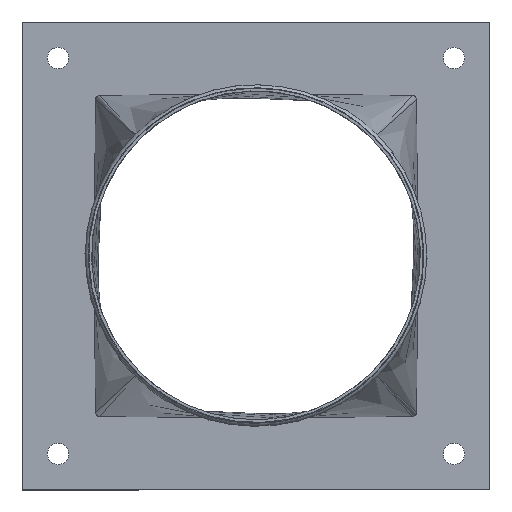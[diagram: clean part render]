
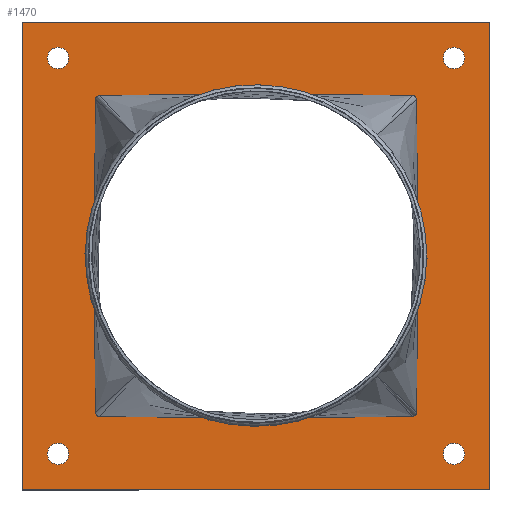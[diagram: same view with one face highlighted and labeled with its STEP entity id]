
A CAD part, top view. The second image highlights one B-rep face of the part: STEP entity #1470.
In plain terms, the highlighted planar face has unit normal (0, 0, 1).
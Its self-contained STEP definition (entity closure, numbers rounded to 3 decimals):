
#203 = ORIENTED_EDGE ( 'NONE', *, *, #4491, .F. ) ;
#215 = FACE_BOUND ( 'NONE', #3347, .T. ) ;
#338 = FACE_OUTER_BOUND ( 'NONE', #8717, .T. ) ;
#555 = ORIENTED_EDGE ( 'NONE', *, *, #3650, .F. ) ;
#813 = CARTESIAN_POINT ( 'NONE',  ( -59., -59., 0. ) ) ;
#980 = CARTESIAN_POINT ( 'NONE',  ( -87.5, 87.5, 0. ) ) ;
#1024 = PLANE ( 'NONE',  #2465 ) ;
#1178 = EDGE_CURVE ( 'NONE', #6587, #10267, #4381, .T. ) ;
#1227 = ORIENTED_EDGE ( 'NONE', *, *, #3181, .F. ) ;
#1285 = ORIENTED_EDGE ( 'NONE', *, *, #1178, .F. ) ;
#1326 = DIRECTION ( 'NONE',  ( 1., 0., 0. ) ) ;
#1357 = VERTEX_POINT ( 'NONE', #813 ) ;
#1399 = VERTEX_POINT ( 'NONE', #4004 ) ;
#1470 = ADVANCED_FACE ( 'NONE', ( #215, #2042, #5271, #9975, #2554, #338 ), #1024, .F. ) ;
#1643 = ORIENTED_EDGE ( 'NONE', *, *, #10204, .F. ) ;
#1759 = DIRECTION ( 'NONE',  ( -1., 0., 0. ) ) ;
#1774 = DIRECTION ( 'NONE',  ( 0., -1., 0. ) ) ;
#1945 = DIRECTION ( 'NONE',  ( 0., 0., 1. ) ) ;
#2042 = FACE_BOUND ( 'NONE', #2506, .T. ) ;
#2310 = EDGE_CURVE ( 'NONE', #2601, #9928, #6016, .T. ) ;
#2352 = EDGE_LOOP ( 'NONE', ( #9183, #203, #1227, #1285 ) ) ;
#2465 = AXIS2_PLACEMENT_3D ( 'NONE', #4110, #9688, #4947 ) ;
#2506 = EDGE_LOOP ( 'NONE', ( #8886 ) ) ;
#2554 = FACE_BOUND ( 'NONE', #2352, .T. ) ;
#2601 = VERTEX_POINT ( 'NONE', #6749 ) ;
#2718 = CARTESIAN_POINT ( 'NONE',  ( 59., -59., 0. ) ) ;
#2908 = EDGE_CURVE ( 'NONE', #8725, #6587, #7144, .T. ) ;
#3133 = ORIENTED_EDGE ( 'NONE', *, *, #6441, .T. ) ;
#3181 = EDGE_CURVE ( 'NONE', #10267, #1357, #9431, .T. ) ;
#3216 = CARTESIAN_POINT ( 'NONE',  ( -74., -74., 0. ) ) ;
#3304 = CARTESIAN_POINT ( 'NONE',  ( 74., 74., 0. ) ) ;
#3347 = EDGE_LOOP ( 'NONE', ( #1643 ) ) ;
#3381 = CIRCLE ( 'NONE', #9105, 4. ) ;
#3588 = EDGE_CURVE ( 'NONE', #9124, #9124, #9817, .T. ) ;
#3650 = EDGE_CURVE ( 'NONE', #4048, #4048, #3381, .T. ) ;
#3750 = AXIS2_PLACEMENT_3D ( 'NONE', #3216, #9445, #7189 ) ;
#4004 = CARTESIAN_POINT ( 'NONE',  ( 87.5, 87.5, 0. ) ) ;
#4028 = DIRECTION ( 'NONE',  ( 0., 0., 1. ) ) ;
#4048 = VERTEX_POINT ( 'NONE', #6492 ) ;
#4050 = CARTESIAN_POINT ( 'NONE',  ( 87.5, 87.5, 0. ) ) ;
#4110 = CARTESIAN_POINT ( 'NONE',  ( 0., 0., 0. ) ) ;
#4127 = EDGE_CURVE ( 'NONE', #9928, #1399, #10173, .T. ) ;
#4381 = LINE ( 'NONE', #7435, #7504 ) ;
#4481 = LINE ( 'NONE', #10024, #6220 ) ;
#4491 = EDGE_CURVE ( 'NONE', #1357, #8725, #4481, .T. ) ;
#4532 = VERTEX_POINT ( 'NONE', #8077 ) ;
#4580 = DIRECTION ( 'NONE',  ( 1., 0., 0. ) ) ;
#4792 = CIRCLE ( 'NONE', #3750, 4. ) ;
#4947 = DIRECTION ( 'NONE',  ( -1., 0., 0. ) ) ;
#4962 = CARTESIAN_POINT ( 'NONE',  ( 78., 74., 0. ) ) ;
#5095 = ORIENTED_EDGE ( 'NONE', *, *, #2310, .T. ) ;
#5105 = LINE ( 'NONE', #980, #8323 ) ;
#5271 = FACE_BOUND ( 'NONE', #9467, .T. ) ;
#5580 = LINE ( 'NONE', #7402, #10039 ) ;
#5887 = DIRECTION ( 'NONE',  ( -1., 0., 0. ) ) ;
#6016 = LINE ( 'NONE', #7717, #8255 ) ;
#6197 = CARTESIAN_POINT ( 'NONE',  ( -59., 59., 0. ) ) ;
#6220 = VECTOR ( 'NONE', #1326, 1000. ) ;
#6367 = CARTESIAN_POINT ( 'NONE',  ( -59., 59., 0. ) ) ;
#6441 = EDGE_CURVE ( 'NONE', #9158, #2601, #5105, .T. ) ;
#6492 = CARTESIAN_POINT ( 'NONE',  ( -70., 74., 0. ) ) ;
#6572 = CARTESIAN_POINT ( 'NONE',  ( 59., 59., 0. ) ) ;
#6587 = VERTEX_POINT ( 'NONE', #6572 ) ;
#6749 = CARTESIAN_POINT ( 'NONE',  ( -87.5, -87.5, 0. ) ) ;
#6970 = EDGE_CURVE ( 'NONE', #1399, #9158, #5580, .T. ) ;
#7033 = EDGE_CURVE ( 'NONE', #8618, #8618, #9807, .T. ) ;
#7097 = VECTOR ( 'NONE', #9555, 1000. ) ;
#7144 = LINE ( 'NONE', #10030, #7287 ) ;
#7189 = DIRECTION ( 'NONE',  ( 1., 0., 0. ) ) ;
#7287 = VECTOR ( 'NONE', #10058, 1000. ) ;
#7402 = CARTESIAN_POINT ( 'NONE',  ( 87.5, 87.5, 0. ) ) ;
#7420 = AXIS2_PLACEMENT_3D ( 'NONE', #9860, #9069, #8280 ) ;
#7435 = CARTESIAN_POINT ( 'NONE',  ( -59., 59., 0. ) ) ;
#7443 = DIRECTION ( 'NONE',  ( 1., 0., 0. ) ) ;
#7499 = CARTESIAN_POINT ( 'NONE',  ( -74., 74., 0. ) ) ;
#7504 = VECTOR ( 'NONE', #5887, 1000. ) ;
#7562 = EDGE_LOOP ( 'NONE', ( #555 ) ) ;
#7606 = CARTESIAN_POINT ( 'NONE',  ( 87.5, -87.5, 0. ) ) ;
#7717 = CARTESIAN_POINT ( 'NONE',  ( 87.5, -87.5, 0. ) ) ;
#7874 = ORIENTED_EDGE ( 'NONE', *, *, #3588, .F. ) ;
#8077 = CARTESIAN_POINT ( 'NONE',  ( -70., -74., 0. ) ) ;
#8255 = VECTOR ( 'NONE', #4580, 1000. ) ;
#8280 = DIRECTION ( 'NONE',  ( 1., 0., 0. ) ) ;
#8323 = VECTOR ( 'NONE', #1774, 1000. ) ;
#8618 = VERTEX_POINT ( 'NONE', #8912 ) ;
#8717 = EDGE_LOOP ( 'NONE', ( #3133, #5095, #9075, #8853 ) ) ;
#8725 = VERTEX_POINT ( 'NONE', #2718 ) ;
#8779 = DIRECTION ( 'NONE',  ( 0., -1., 0. ) ) ;
#8853 = ORIENTED_EDGE ( 'NONE', *, *, #6970, .T. ) ;
#8886 = ORIENTED_EDGE ( 'NONE', *, *, #7033, .F. ) ;
#8912 = CARTESIAN_POINT ( 'NONE',  ( 78., -74., 0. ) ) ;
#9069 = DIRECTION ( 'NONE',  ( 0., 0., 1. ) ) ;
#9075 = ORIENTED_EDGE ( 'NONE', *, *, #4127, .T. ) ;
#9105 = AXIS2_PLACEMENT_3D ( 'NONE', #7499, #1945, #7443 ) ;
#9124 = VERTEX_POINT ( 'NONE', #4962 ) ;
#9158 = VERTEX_POINT ( 'NONE', #10198 ) ;
#9183 = ORIENTED_EDGE ( 'NONE', *, *, #2908, .F. ) ;
#9431 = LINE ( 'NONE', #6367, #9697 ) ;
#9445 = DIRECTION ( 'NONE',  ( 0., 0., 1. ) ) ;
#9467 = EDGE_LOOP ( 'NONE', ( #7874 ) ) ;
#9498 = AXIS2_PLACEMENT_3D ( 'NONE', #3304, #4028, #9567 ) ;
#9555 = DIRECTION ( 'NONE',  ( 0., 1., 0. ) ) ;
#9567 = DIRECTION ( 'NONE',  ( 1., 0., 0. ) ) ;
#9688 = DIRECTION ( 'NONE',  ( 0., 0., -1. ) ) ;
#9697 = VECTOR ( 'NONE', #8779, 1000. ) ;
#9807 = CIRCLE ( 'NONE', #7420, 4. ) ;
#9817 = CIRCLE ( 'NONE', #9498, 4. ) ;
#9860 = CARTESIAN_POINT ( 'NONE',  ( 74., -74., 0. ) ) ;
#9928 = VERTEX_POINT ( 'NONE', #7606 ) ;
#9975 = FACE_BOUND ( 'NONE', #7562, .T. ) ;
#10024 = CARTESIAN_POINT ( 'NONE',  ( -59., -59., 0. ) ) ;
#10030 = CARTESIAN_POINT ( 'NONE',  ( 59., 59., 0. ) ) ;
#10039 = VECTOR ( 'NONE', #1759, 1000. ) ;
#10058 = DIRECTION ( 'NONE',  ( 0., 1., 0. ) ) ;
#10173 = LINE ( 'NONE', #4050, #7097 ) ;
#10198 = CARTESIAN_POINT ( 'NONE',  ( -87.5, 87.5, 0. ) ) ;
#10204 = EDGE_CURVE ( 'NONE', #4532, #4532, #4792, .T. ) ;
#10267 = VERTEX_POINT ( 'NONE', #6197 ) ;
